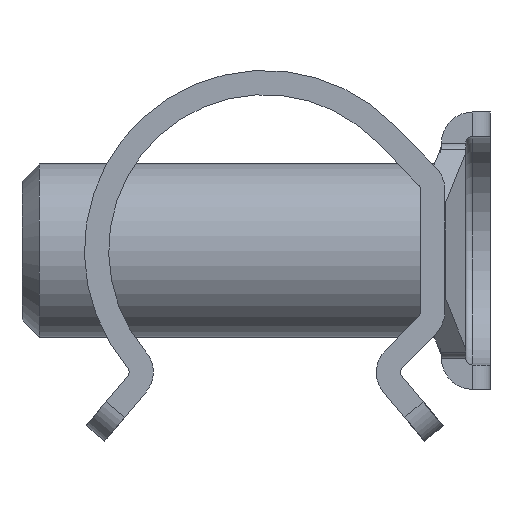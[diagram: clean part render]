
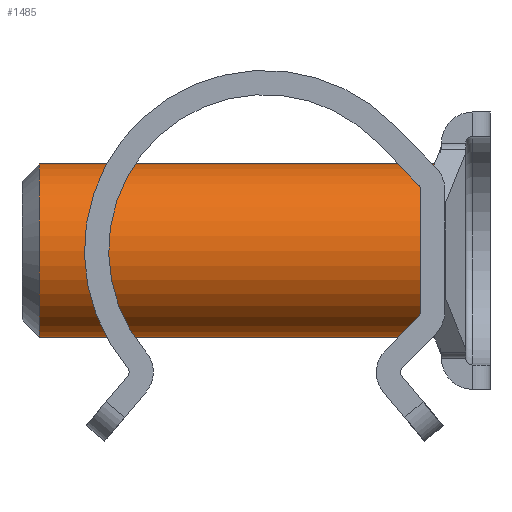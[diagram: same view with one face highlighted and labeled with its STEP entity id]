
A CAD part, front view. The second image highlights one B-rep face of the part: STEP entity #1485.
In plain terms, the highlighted cylindrical face has radius 2.5 mm (diameter 5 mm), a full revolution.
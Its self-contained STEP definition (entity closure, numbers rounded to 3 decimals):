
#7 = CARTESIAN_POINT ( 'NONE',  ( -6.5, -2.5, 0. ) ) ;
#12 = ORIENTED_EDGE ( 'NONE', *, *, #594, .F. ) ;
#93 = EDGE_LOOP ( 'NONE', ( #1748 ) ) ;
#163 = CARTESIAN_POINT ( 'NONE',  ( -6.5, 0., 0. ) ) ;
#225 = DIRECTION ( 'NONE',  ( 1., 0., 0. ) ) ;
#243 = CARTESIAN_POINT ( 'NONE',  ( 5.1, 0., 0. ) ) ;
#248 = EDGE_CURVE ( 'NONE', #957, #957, #917, .T. ) ;
#333 = VERTEX_POINT ( 'NONE', #7 ) ;
#374 = FACE_OUTER_BOUND ( 'NONE', #93, .T. ) ;
#480 = AXIS2_PLACEMENT_3D ( 'NONE', #243, #225, #1802 ) ;
#516 = AXIS2_PLACEMENT_3D ( 'NONE', #163, #1171, #1905 ) ;
#594 = EDGE_CURVE ( 'NONE', #333, #333, #1944, .T. ) ;
#602 = EDGE_LOOP ( 'NONE', ( #12 ) ) ;
#705 = CARTESIAN_POINT ( 'NONE',  ( -7., 0., 0. ) ) ;
#772 = CARTESIAN_POINT ( 'NONE',  ( 5.1, 2.5, 0. ) ) ;
#917 = CIRCLE ( 'NONE', #480, 2.5 ) ;
#957 = VERTEX_POINT ( 'NONE', #772 ) ;
#1029 = FACE_OUTER_BOUND ( 'NONE', #602, .T. ) ;
#1171 = DIRECTION ( 'NONE',  ( -1., 0., 0. ) ) ;
#1191 = DIRECTION ( 'NONE',  ( 0., -1., 0. ) ) ;
#1485 = ADVANCED_FACE ( 'NONE', ( #1029, #374 ), #1491, .T. ) ;
#1491 = CYLINDRICAL_SURFACE ( 'NONE', #1947, 2.5 ) ;
#1658 = DIRECTION ( 'NONE',  ( -1., 0., 0. ) ) ;
#1748 = ORIENTED_EDGE ( 'NONE', *, *, #248, .F. ) ;
#1802 = DIRECTION ( 'NONE',  ( 0., 1., 0. ) ) ;
#1905 = DIRECTION ( 'NONE',  ( 0., -1., 0. ) ) ;
#1944 = CIRCLE ( 'NONE', #516, 2.5 ) ;
#1947 = AXIS2_PLACEMENT_3D ( 'NONE', #705, #1658, #1191 ) ;
